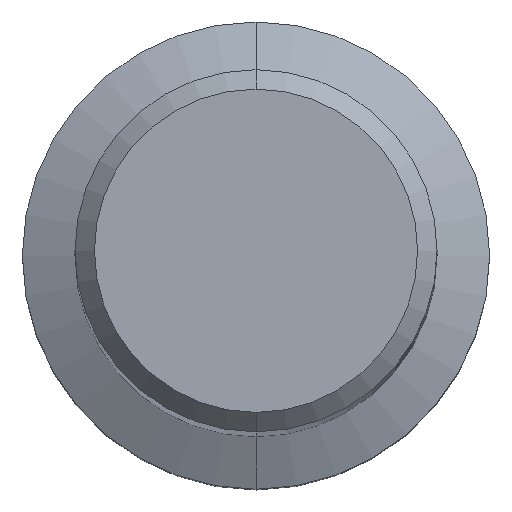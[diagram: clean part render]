
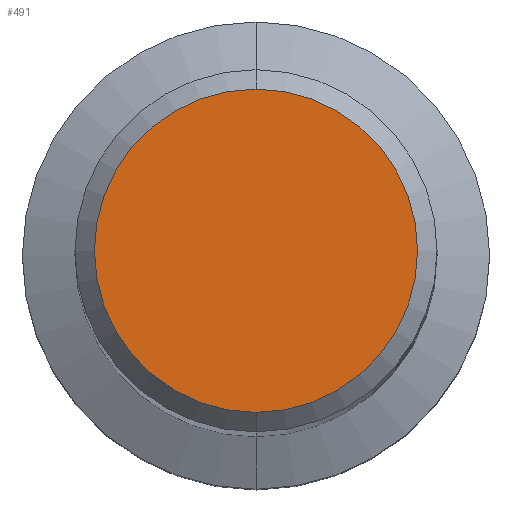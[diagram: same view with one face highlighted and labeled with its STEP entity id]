
A CAD part, top view. The second image highlights one B-rep face of the part: STEP entity #491.
In plain terms, the highlighted planar face has unit normal (0, 0, 1).
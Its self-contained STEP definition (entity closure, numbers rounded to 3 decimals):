
#281=VERTEX_POINT('',#644);
#355=VERTEX_POINT('',#725);
#409=EDGE_CURVE('',#355,#281,#783,.T.);
#447=EDGE_CURVE('',#281,#355,#829,.T.);
#491=ADVANCED_FACE('',(#879),#880,.T.);
#644=CARTESIAN_POINT('',(0.,-4.15,0.0));
#725=CARTESIAN_POINT('',(0.0,4.15,0.0));
#783=CIRCLE('',#1466,4.15);
#829=CIRCLE('',#1530,4.15);
#879=FACE_OUTER_BOUND('',#1591,.T.);
#880=PLANE('',#1592);
#1466=AXIS2_PLACEMENT_3D('',#1893,#1894,#1895);
#1530=AXIS2_PLACEMENT_3D('',#1975,#1976,#1977);
#1591=EDGE_LOOP('',(#2040,#2041));
#1592=AXIS2_PLACEMENT_3D('',#2042,#2043,#2044);
#1893=CARTESIAN_POINT('',(0.0,0.0,0.0));
#1894=DIRECTION('',(0.0,0.0,-1.0));
#1895=DIRECTION('',(0.0,1.0,0.0));
#1975=CARTESIAN_POINT('',(0.0,0.0,0.0));
#1976=DIRECTION('',(0.0,0.0,-1.0));
#1977=DIRECTION('',(0.0,1.0,0.0));
#2040=ORIENTED_EDGE('',*,*,#409,.F.);
#2041=ORIENTED_EDGE('',*,*,#447,.F.);
#2042=CARTESIAN_POINT('',(0.0,2.075,0.0));
#2043=DIRECTION('',(-0.0,0.0,1.0));
#2044=DIRECTION('',(0.0,-1.0,0.0));
